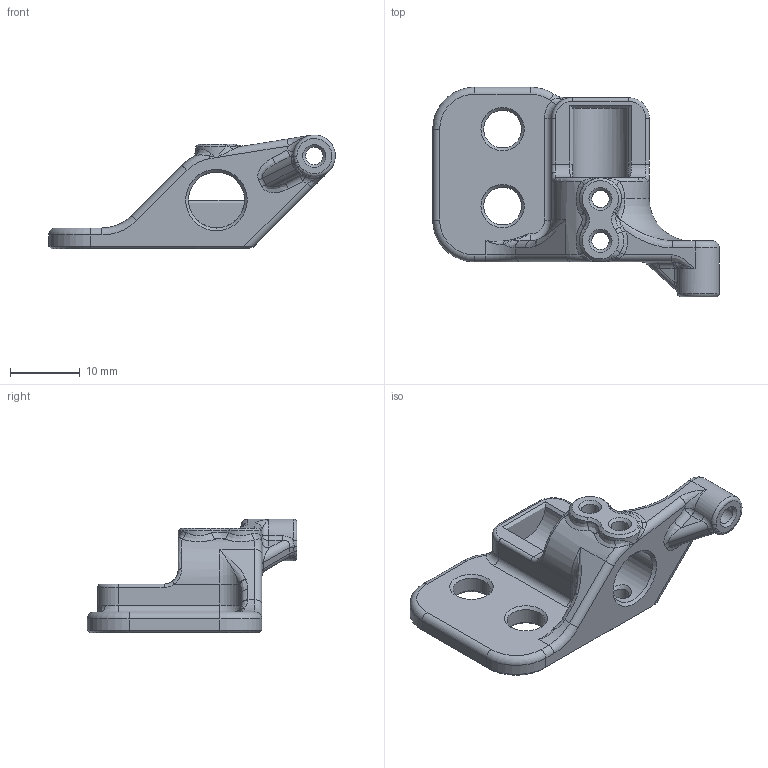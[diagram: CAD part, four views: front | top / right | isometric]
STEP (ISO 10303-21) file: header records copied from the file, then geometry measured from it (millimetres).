
FILE_DESCRIPTION(/* description */ (''),/* implementation_level */ '2;1');
FILE_NAME(/* name */ 'MathyP_DooKi3_SLM_Maxwell_Rear.step',/* time_stamp */ '2024-07-22T13:42:50-04:00',/* author */ (''),/* organization */ (''),/* preprocessor_version */ 'ST-DEVELOPER v20',/* originating_system */ 'Autodesk Translation Framework v13.14.0.145',/* authorisation */ '');
FILE_SCHEMA (('AUTOMOTIVE_DESIGN { 1 0 10303 214 3 1 1 }'));
Length unit declared in the file: millimetre
Products named in the file (1): K3 SLM Maxwell Rear Top
Bounding box: 41 x 30 x 16.3 mm (x, y, z)
Volume: 3844.9 mm3; surface area: 2942.9 mm2
Topology: 1 solids, 1 shells, 194 faces, 468 edges, 267 vertices
Faces by surface type: bspline 70, cylinder 51, plane 30, torus 22, cone 19, sphere 2
Full cylindrical faces by diameter (mm): 2.5 x5, 5.4 x2, 8 x1
Entity records: 7706 total; most frequent: CARTESIAN_POINT 3556, ORIENTED_EDGE 920, DIRECTION 748, EDGE_CURVE 460, AXIS2_PLACEMENT_3D 296, VERTEX_POINT 267, EDGE_LOOP 209, FACE_OUTER_BOUND 194
